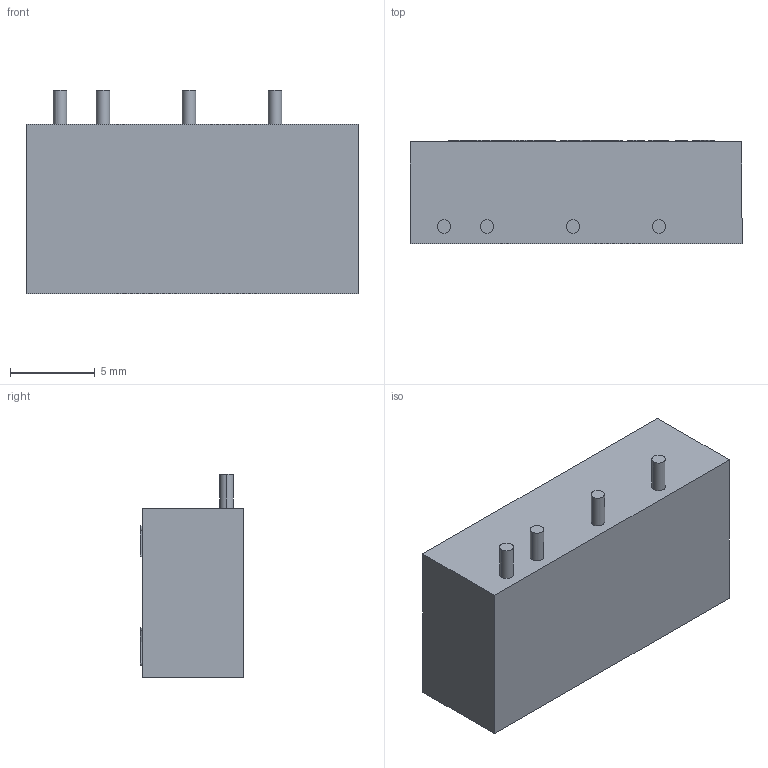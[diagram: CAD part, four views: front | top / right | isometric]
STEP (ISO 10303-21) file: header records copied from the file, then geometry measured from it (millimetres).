
FILE_DESCRIPTION (( 'STEP AP214' ), '1' );
FILE_NAME ('05S05-1W.STEP', '2012-03-22T02:43:05', ( 'Lenovo User' ), ( 'Lenovo (Beijing) Limited' ), 'SwSTEP 2.0', 'SolidWorks 2011', '' );
FILE_SCHEMA (( 'AUTOMOTIVE_DESIGN' ));
Length unit declared in the file: millimetre
Products named in the file (1): 05S05-1W
Bounding box: 19.6 x 6.1 x 12 mm (x, y, z)
Volume: 1180.9 mm3; surface area: 781.4 mm2
Topology: 1 solids, 1 shells, 343 faces, 942 edges, 628 vertices
Faces by surface type: plane 189, bspline 146, cylinder 8
Entity records: 17898 total; most frequent: CARTESIAN_POINT 9996, ORIENTED_EDGE 1884, DIRECTION 1062, EDGE_CURVE 942, VECTOR 634, LINE 634, VERTEX_POINT 628, EDGE_LOOP 370
